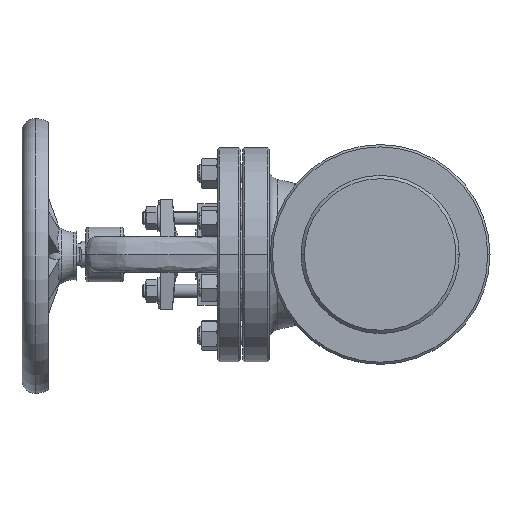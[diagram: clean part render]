
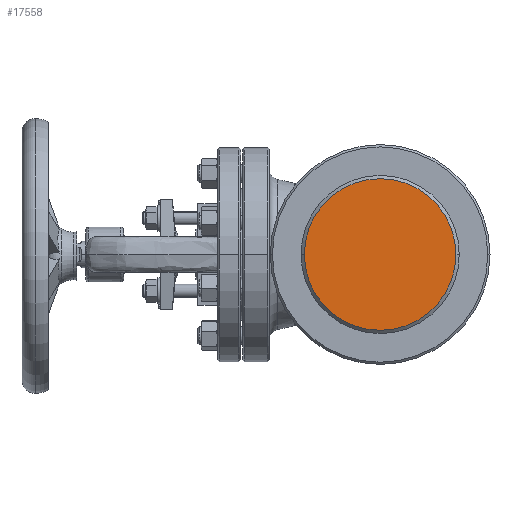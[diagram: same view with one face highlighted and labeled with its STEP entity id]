
A CAD part, left-side view. The second image highlights one B-rep face of the part: STEP entity #17558.
In plain terms, the highlighted planar face has unit normal (-1, 0, 0).
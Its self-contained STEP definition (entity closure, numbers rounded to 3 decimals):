
#50 = VERTEX_POINT ( 'NONE', #30541 ) ;
#396 = DIRECTION ( 'NONE',  ( 0., -1., 0. ) ) ;
#6091 = VERTEX_POINT ( 'NONE', #19256 ) ;
#6729 = DIRECTION ( 'NONE',  ( 1., 0., 0. ) ) ;
#8574 = AXIS2_PLACEMENT_3D ( 'NONE', #8849, #25302, #11207 ) ;
#8849 = CARTESIAN_POINT ( 'NONE',  ( -155., 0., 0. ) ) ;
#11207 = DIRECTION ( 'NONE',  ( 0., 1., 0. ) ) ;
#13807 = ORIENTED_EDGE ( 'NONE', *, *, #20820, .F. ) ;
#14536 = DIRECTION ( 'NONE',  ( -1., 0., 0. ) ) ;
#16263 = EDGE_CURVE ( 'NONE', #50, #6091, #30353, .T. ) ;
#16275 = CIRCLE ( 'NONE', #8574, 69. ) ;
#17558 = ADVANCED_FACE ( 'NONE', ( #30242 ), #28631, .T. ) ;
#19073 = ORIENTED_EDGE ( 'NONE', *, *, #16263, .F. ) ;
#19256 = CARTESIAN_POINT ( 'NONE',  ( -155., -69., 0. ) ) ;
#19691 = AXIS2_PLACEMENT_3D ( 'NONE', #21537, #14536, #396 ) ;
#20036 = AXIS2_PLACEMENT_3D ( 'NONE', #20859, #6729, #23211 ) ;
#20820 = EDGE_CURVE ( 'NONE', #6091, #50, #16275, .T. ) ;
#20859 = CARTESIAN_POINT ( 'NONE',  ( -155., 0., 0. ) ) ;
#21537 = CARTESIAN_POINT ( 'NONE',  ( -155., 0., 0. ) ) ;
#23211 = DIRECTION ( 'NONE',  ( 0., 1., 0. ) ) ;
#25302 = DIRECTION ( 'NONE',  ( 1., 0., 0. ) ) ;
#28631 = PLANE ( 'NONE',  #19691 ) ;
#30242 = FACE_OUTER_BOUND ( 'NONE', #30432, .T. ) ;
#30353 = CIRCLE ( 'NONE', #20036, 69. ) ;
#30432 = EDGE_LOOP ( 'NONE', ( #19073, #13807 ) ) ;
#30541 = CARTESIAN_POINT ( 'NONE',  ( -155., 69., 0. ) ) ;
